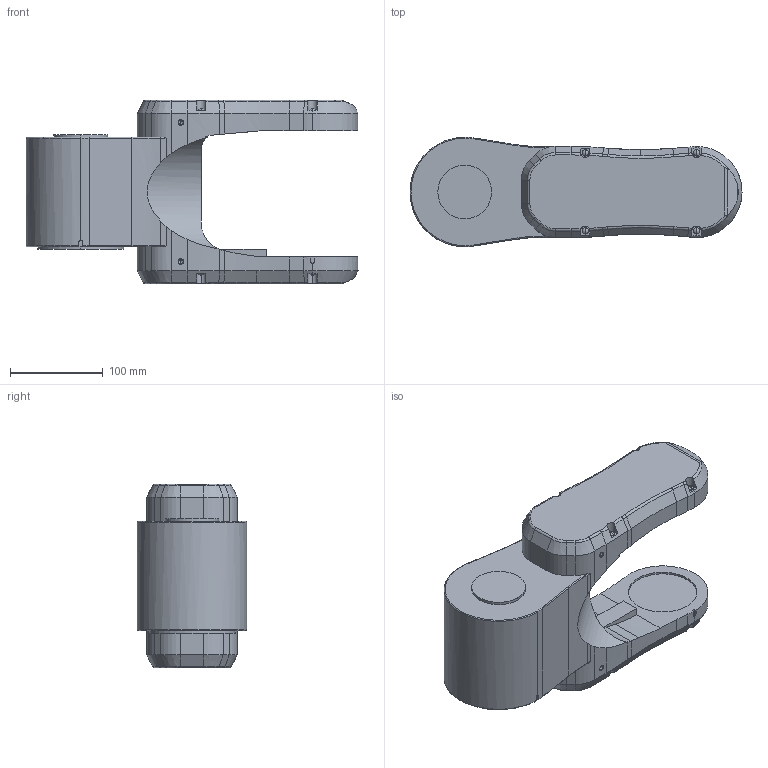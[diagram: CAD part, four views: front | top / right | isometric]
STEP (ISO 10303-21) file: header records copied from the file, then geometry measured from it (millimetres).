
FILE_DESCRIPTION((''),'2;1');
FILE_NAME('C4_ARM2','2014-08-26T',('Vinson'),(''),'PRO/ENGINEER BY PARAMETRIC TECHNOLOGY CORPORATION, 2010480','PRO/ENGINEER BY PARAMETRIC TECHNOLOGY CORPORATION, 2010480','');
FILE_SCHEMA(('AUTOMOTIVE_DESIGN_CC2 { 1 2 10303 214 -1 1 5 2 }'));
Length unit declared in the file: millimetre
Products named in the file (1): C4_ARM2
Bounding box: 358 x 118 x 198 mm (x, y, z)
Volume: 3503437.2 mm3; surface area: 197500.3 mm2
Topology: 1 solids, 1 shells, 314 faces, 829 edges, 507 vertices
Faces by surface type: cylinder 117, plane 97, cone 47, torus 37, sphere 16
Entity records: 10068 total; most frequent: CARTESIAN_POINT 2467, ORIENTED_EDGE 1602, DIRECTION 1586, EDGE_CURVE 801, AXIS2_PLACEMENT_3D 637, VERTEX_POINT 507, EDGE_LOOP 332, CIRCLE 323
